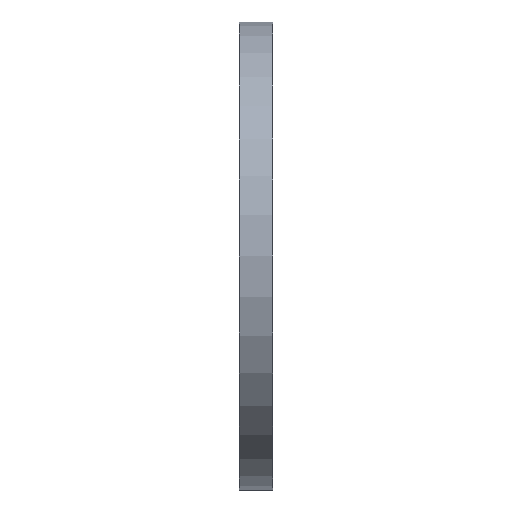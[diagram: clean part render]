
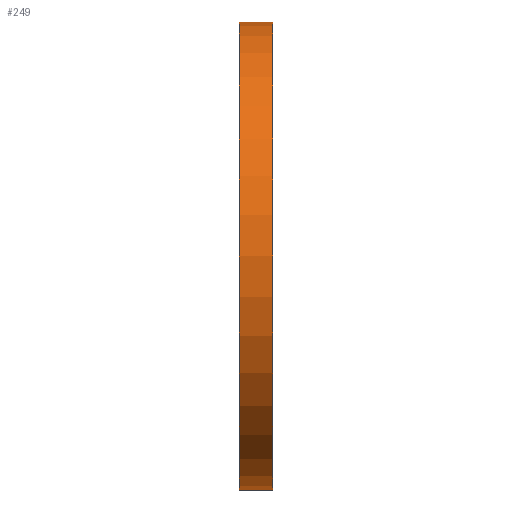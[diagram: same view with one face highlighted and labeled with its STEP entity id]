
A CAD part, front view. The second image highlights one B-rep face of the part: STEP entity #249.
In plain terms, the highlighted cylindrical face has radius 209 mm (diameter 418 mm), a partial arc.
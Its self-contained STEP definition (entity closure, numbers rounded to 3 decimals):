
#249 = ADVANCED_FACE( '', ( #628 ), #629, .T. );
#359 = EDGE_CURVE( '', #507, #375, #759, .T. );
#375 = VERTEX_POINT( '', #777 );
#385 = EDGE_CURVE( '', #401, #393, #788, .T. );
#393 = VERTEX_POINT( '', #796 );
#399 = EDGE_CURVE( '', #375, #401, #803, .T. );
#401 = VERTEX_POINT( '', #805 );
#465 = EDGE_CURVE( '', #393, #507, #875, .T. );
#507 = VERTEX_POINT( '', #918 );
#628 = FACE_OUTER_BOUND( '', #1050, .T. );
#629 = CYLINDRICAL_SURFACE( '', #1051, 209. );
#759 = LINE( '', #1218, #1219 );
#777 = CARTESIAN_POINT( '', ( 30., 0., -209. ) );
#788 = LINE( '', #1253, #1254 );
#796 = CARTESIAN_POINT( '', ( 0., 0., 209. ) );
#803 = CIRCLE( '', #1274, 209. );
#805 = CARTESIAN_POINT( '', ( 30., 0., 209. ) );
#875 = CIRCLE( '', #1365, 209. );
#918 = CARTESIAN_POINT( '', ( 0., 0., -209. ) );
#1050 = EDGE_LOOP( '', ( #1589, #1590, #1591, #1592 ) );
#1051 = AXIS2_PLACEMENT_3D( '', #1593, #1594, #1595 );
#1218 = CARTESIAN_POINT( '', ( 0., 0., -209. ) );
#1219 = VECTOR( '', #1733, 1. );
#1253 = CARTESIAN_POINT( '', ( 0., 0., 209. ) );
#1254 = VECTOR( '', #1765, 1. );
#1274 = AXIS2_PLACEMENT_3D( '', #1786, #1787, #1788 );
#1365 = AXIS2_PLACEMENT_3D( '', #1871, #1872, #1873 );
#1589 = ORIENTED_EDGE( '', *, *, #359, .T. );
#1590 = ORIENTED_EDGE( '', *, *, #399, .T. );
#1591 = ORIENTED_EDGE( '', *, *, #385, .T. );
#1592 = ORIENTED_EDGE( '', *, *, #465, .T. );
#1593 = CARTESIAN_POINT( '', ( 0., 0., 0. ) );
#1594 = DIRECTION( '', ( -1., 0., 0. ) );
#1595 = DIRECTION( '', ( 0., 0., -1. ) );
#1733 = DIRECTION( '', ( 1., 0., 0. ) );
#1765 = DIRECTION( '', ( -1., 0., 0. ) );
#1786 = CARTESIAN_POINT( '', ( 30., 0., 0. ) );
#1787 = DIRECTION( '', ( -1., 0., 0. ) );
#1788 = DIRECTION( '', ( 0., 0., -1. ) );
#1871 = CARTESIAN_POINT( '', ( 0., 0., 0. ) );
#1872 = DIRECTION( '', ( 1., 0., 0. ) );
#1873 = DIRECTION( '', ( 0., 0., -1. ) );
